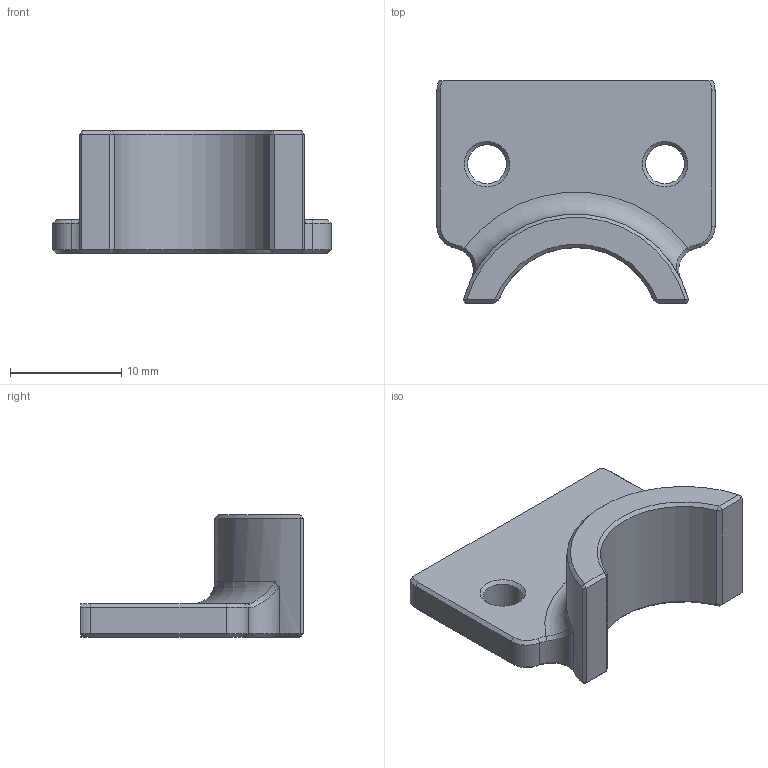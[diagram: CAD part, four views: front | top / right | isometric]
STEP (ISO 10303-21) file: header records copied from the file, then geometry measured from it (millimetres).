
FILE_DESCRIPTION(/* description */ (''),/* implementation_level */ '2;1');
FILE_NAME(/* name */ 'wire-loom.step',/* time_stamp */ '2022-03-29T20:04:01-04:00',/* author */ (''),/* organization */ (''),/* preprocessor_version */ 'ST-DEVELOPER v18.1',/* originating_system */ 'Autodesk Translation Framework v10.13.0.1454',/* authorisation */ '');
FILE_SCHEMA (('AUTOMOTIVE_DESIGN { 1 0 10303 214 3 1 1 }'));
Length unit declared in the file: millimetre
Products named in the file (1): Wire Loom
Bounding box: 25 x 20 x 11 mm (x, y, z)
Volume: 1763.1 mm3; surface area: 1505.1 mm2
Topology: 1 solids, 1 shells, 64 faces, 142 edges, 80 vertices
Faces by surface type: plane 28, cone 21, cylinder 10, bspline 4, torus 1
Full cylindrical faces by diameter (mm): 3.5 x2
Entity records: 1943 total; most frequent: CARTESIAN_POINT 539, DIRECTION 286, ORIENTED_EDGE 284, EDGE_CURVE 142, AXIS2_PLACEMENT_3D 105, VERTEX_POINT 80, LINE 76, VECTOR 76
